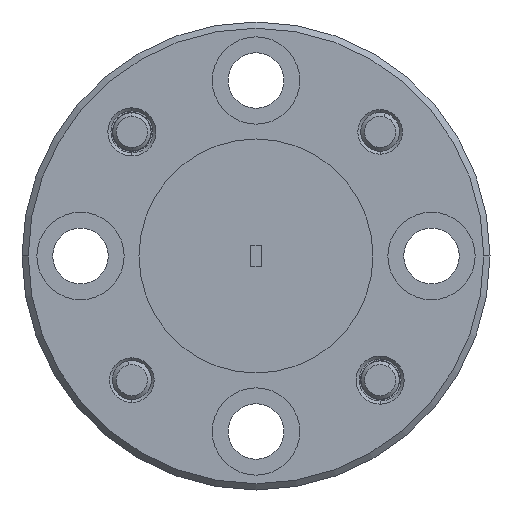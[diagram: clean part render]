
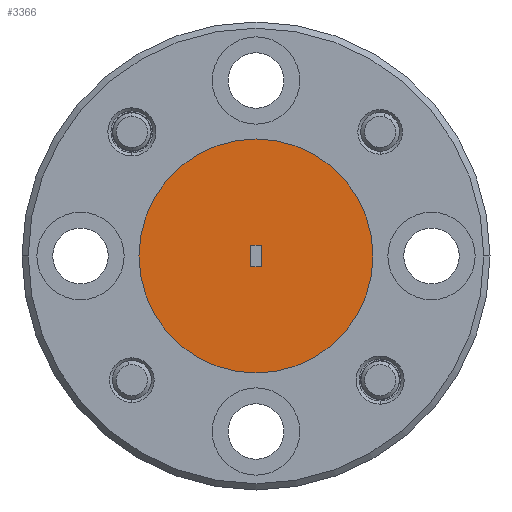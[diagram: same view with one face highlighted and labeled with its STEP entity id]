
A CAD part, left-side view. The second image highlights one B-rep face of the part: STEP entity #3366.
In plain terms, the highlighted planar face has unit normal (-1, 0, 0).
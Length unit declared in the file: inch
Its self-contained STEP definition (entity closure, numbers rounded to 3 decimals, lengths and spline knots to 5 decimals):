
#1 = CARTESIAN_POINT ( 'NONE',  ( -0.41391, 0.79956, -0.34372 ) ) ;
#51 = CARTESIAN_POINT ( 'NONE',  ( -0.41391, 0.97856, -0.36072 ) ) ;
#121 = LINE ( 'NONE', #402, #2516 ) ;
#199 = EDGE_CURVE ( 'NONE', #3716, #678, #2145, .T. ) ;
#303 = DIRECTION ( 'NONE',  ( 0., 1., 0. ) ) ;
#329 = LINE ( 'NONE', #2607, #544 ) ;
#334 = EDGE_CURVE ( 'NONE', #811, #1721, #447, .T. ) ;
#402 = CARTESIAN_POINT ( 'NONE',  ( -0.41391, 0.97856, -0.32672 ) ) ;
#447 = LINE ( 'NONE', #51, #665 ) ;
#449 = AXIS2_PLACEMENT_3D ( 'NONE', #3695, #2333, #1935 ) ;
#451 = DIRECTION ( 'NONE',  ( 0., -1., 0. ) ) ;
#468 = EDGE_LOOP ( 'NONE', ( #3088, #2934 ) ) ;
#491 = DIRECTION ( 'NONE',  ( 0., 0., 1. ) ) ;
#544 = VECTOR ( 'NONE', #1988, 39.37008 ) ;
#665 = VECTOR ( 'NONE', #2795, 39.37008 ) ;
#678 = VERTEX_POINT ( 'NONE', #1 ) ;
#811 = VERTEX_POINT ( 'NONE', #2823 ) ;
#921 = ORIENTED_EDGE ( 'NONE', *, *, #334, .T. ) ;
#927 = CARTESIAN_POINT ( 'NONE',  ( -0.41391, 0.98706, -0.34372 ) ) ;
#1008 = FACE_BOUND ( 'NONE', #1984, .T. ) ;
#1033 = CARTESIAN_POINT ( 'NONE',  ( -0.41391, 1.17456, -0.34372 ) ) ;
#1134 = ORIENTED_EDGE ( 'NONE', *, *, #4328, .T. ) ;
#1666 = VERTEX_POINT ( 'NONE', #4222 ) ;
#1721 = VERTEX_POINT ( 'NONE', #2710 ) ;
#1893 = AXIS2_PLACEMENT_3D ( 'NONE', #2381, #2992, #2948 ) ;
#1935 = DIRECTION ( 'NONE',  ( 0., 1., 0. ) ) ;
#1984 = EDGE_LOOP ( 'NONE', ( #2120, #2187, #921, #1134 ) ) ;
#1988 = DIRECTION ( 'NONE',  ( 0., 0., -1. ) ) ;
#2120 = ORIENTED_EDGE ( 'NONE', *, *, #3486, .T. ) ;
#2145 = CIRCLE ( 'NONE', #449, 0.1875 ) ;
#2187 = ORIENTED_EDGE ( 'NONE', *, *, #2962, .T. ) ;
#2208 = LINE ( 'NONE', #3180, #3518 ) ;
#2333 = DIRECTION ( 'NONE',  ( 1., 0., 0. ) ) ;
#2381 = CARTESIAN_POINT ( 'NONE',  ( -0.41391, 0.98706, -0.34372 ) ) ;
#2516 = VECTOR ( 'NONE', #451, 39.37008 ) ;
#2607 = CARTESIAN_POINT ( 'NONE',  ( -0.41391, 0.97856, -0.36072 ) ) ;
#2710 = CARTESIAN_POINT ( 'NONE',  ( -0.41391, 0.99556, -0.36072 ) ) ;
#2726 = VERTEX_POINT ( 'NONE', #3725 ) ;
#2795 = DIRECTION ( 'NONE',  ( 0., 1., 0. ) ) ;
#2823 = CARTESIAN_POINT ( 'NONE',  ( -0.41391, 0.97856, -0.36072 ) ) ;
#2934 = ORIENTED_EDGE ( 'NONE', *, *, #2982, .F. ) ;
#2948 = DIRECTION ( 'NONE',  ( 0., -1., 0. ) ) ;
#2962 = EDGE_CURVE ( 'NONE', #2726, #811, #329, .T. ) ;
#2982 = EDGE_CURVE ( 'NONE', #678, #3716, #3618, .T. ) ;
#2992 = DIRECTION ( 'NONE',  ( -1., 0., 0. ) ) ;
#3088 = ORIENTED_EDGE ( 'NONE', *, *, #199, .F. ) ;
#3180 = CARTESIAN_POINT ( 'NONE',  ( -0.41391, 0.99556, -0.36072 ) ) ;
#3269 = PLANE ( 'NONE',  #1893 ) ;
#3366 = ADVANCED_FACE ( 'NONE', ( #1008, #4044 ), #3269, .T. ) ;
#3486 = EDGE_CURVE ( 'NONE', #1666, #2726, #121, .T. ) ;
#3518 = VECTOR ( 'NONE', #491, 39.37008 ) ;
#3618 = CIRCLE ( 'NONE', #3693, 0.1875 ) ;
#3693 = AXIS2_PLACEMENT_3D ( 'NONE', #927, #3911, #303 ) ;
#3695 = CARTESIAN_POINT ( 'NONE',  ( -0.41391, 0.98706, -0.34372 ) ) ;
#3716 = VERTEX_POINT ( 'NONE', #1033 ) ;
#3725 = CARTESIAN_POINT ( 'NONE',  ( -0.41391, 0.97856, -0.32672 ) ) ;
#3911 = DIRECTION ( 'NONE',  ( 1., 0., 0. ) ) ;
#4044 = FACE_OUTER_BOUND ( 'NONE', #468, .T. ) ;
#4222 = CARTESIAN_POINT ( 'NONE',  ( -0.41391, 0.99556, -0.32672 ) ) ;
#4328 = EDGE_CURVE ( 'NONE', #1721, #1666, #2208, .T. ) ;
